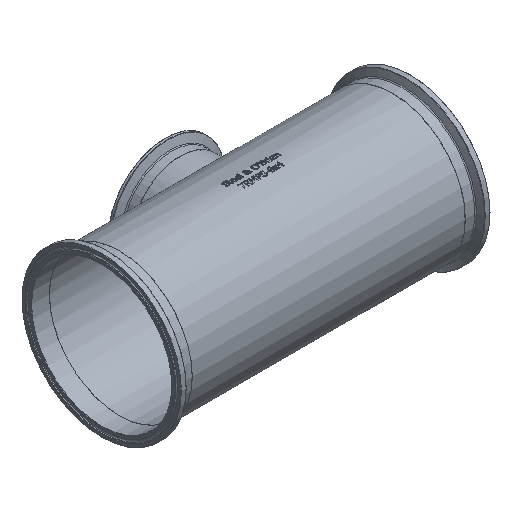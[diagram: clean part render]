
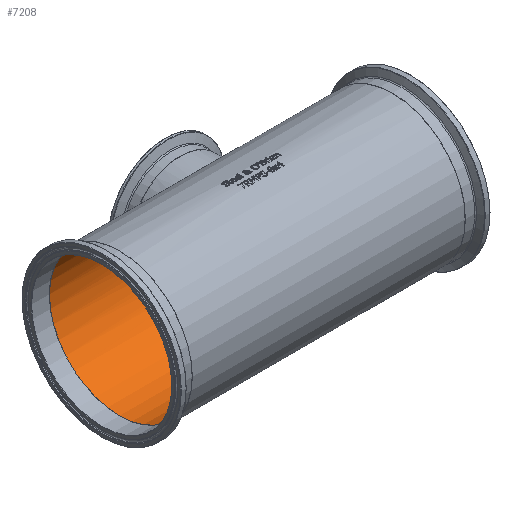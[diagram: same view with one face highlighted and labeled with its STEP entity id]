
A CAD part, isometric view. The second image highlights one B-rep face of the part: STEP entity #7208.
In plain terms, the highlighted cylindrical face has radius 73.431 mm (diameter 146.863 mm), a full revolution.
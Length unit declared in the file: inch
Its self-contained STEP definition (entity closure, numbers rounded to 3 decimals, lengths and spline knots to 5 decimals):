
#521=B_SPLINE_CURVE_WITH_KNOTS('',3,(#15518,#15519,#15520,#15521,#15522,
#15523,#15524,#15525,#15526,#15527,#15528,#15529,#15530,#15531,#15532,#15533,
#15534,#15535,#15536,#15537,#15538,#15539,#15540,#15541,#15542,#15543,#15544,
#15545,#15546,#15547,#15548,#15549,#15550,#15551,#15552,#15553,#15554,#15555,
#15556,#15557,#15558,#15559,#15560,#15561,#15562,#15563,#15564,#15565,#15566,
#15567,#15568,#15569,#15570,#15571,#15572,#15573,#15574,#15575,#15576,#15577,
#15578,#15579,#15580,#15581,#15582,#15583),.UNSPECIFIED.,.T.,.F.,(4,2,2,
2,2,2,2,2,2,2,2,2,2,2,2,2,2,2,2,2,2,2,2,2,2,2,2,2,2,2,2,2,4),(0.,0.95981,
1.91963,2.87944,3.83925,4.7888,5.73835,
6.6879,7.63744,8.58699,9.53654,10.48608,
11.43563,12.39544,13.35526,14.31507,15.27489,
16.2347,17.19451,18.15433,19.11414,20.06369,
21.01323,21.96278,22.91233,23.86187,24.81142,
25.76097,26.71052,27.67033,28.63014,29.58996,
30.54977),.UNSPECIFIED.);
#1587=CYLINDRICAL_SURFACE('',#7670,2.891);
#1841=FACE_BOUND('',#2750,.T.);
#1842=FACE_BOUND('',#2751,.T.);
#1843=FACE_BOUND('',#2752,.T.);
#2750=EDGE_LOOP('',(#6734));
#2751=EDGE_LOOP('',(#6735));
#2752=EDGE_LOOP('',(#6736));
#2952=CIRCLE('',#7671,2.891);
#2953=CIRCLE('',#7672,2.891);
#3661=VERTEX_POINT('',#15517);
#3662=VERTEX_POINT('',#15585);
#3663=VERTEX_POINT('',#15587);
#4695=EDGE_CURVE('',#3661,#3661,#521,.T.);
#4696=EDGE_CURVE('',#3662,#3662,#2952,.T.);
#4697=EDGE_CURVE('',#3663,#3663,#2953,.T.);
#6734=ORIENTED_EDGE('',*,*,#4695,.T.);
#6735=ORIENTED_EDGE('',*,*,#4696,.F.);
#6736=ORIENTED_EDGE('',*,*,#4697,.F.);
#7208=ADVANCED_FACE('',(#1841,#1842,#1843),#1587,.F.);
#7670=AXIS2_PLACEMENT_3D('',#15584,#9049,#9050);
#7671=AXIS2_PLACEMENT_3D('',#15586,#9051,#9052);
#7672=AXIS2_PLACEMENT_3D('',#15588,#9053,#9054);
#9049=DIRECTION('center_axis',(1.,0.,0.));
#9050=DIRECTION('ref_axis',(0.,0.,-1.));
#9051=DIRECTION('center_axis',(-1.,0.,0.));
#9052=DIRECTION('ref_axis',(0.,0.,-1.));
#9053=DIRECTION('center_axis',(1.,0.,0.));
#9054=DIRECTION('ref_axis',(0.,0.,-1.));
#15517=CARTESIAN_POINT('',(0.,2.16402,-1.917));
#15518=CARTESIAN_POINT('Ctrl Pts',(0.,2.16402,
-1.917));
#15519=CARTESIAN_POINT('Ctrl Pts',(-0.12596,2.16402,
-1.917));
#15520=CARTESIAN_POINT('Ctrl Pts',(-0.25393,2.17536,
-1.90442));
#15521=CARTESIAN_POINT('Ctrl Pts',(-0.50492,2.21871,
-1.85374));
#15522=CARTESIAN_POINT('Ctrl Pts',(-0.62797,2.25058,
-1.81567));
#15523=CARTESIAN_POINT('Ctrl Pts',(-0.8619,2.32672,-1.71701));
#15524=CARTESIAN_POINT('Ctrl Pts',(-0.97302,2.37093,
-1.65634));
#15525=CARTESIAN_POINT('Ctrl Pts',(-1.17814,2.46223,-1.51731));
#15526=CARTESIAN_POINT('Ctrl Pts',(-1.27214,2.50925,-1.43891));
#15527=CARTESIAN_POINT('Ctrl Pts',(-1.43802,2.59731,-1.27303));
#15528=CARTESIAN_POINT('Ctrl Pts',(-1.51625,2.64175,-1.17951));
#15529=CARTESIAN_POINT('Ctrl Pts',(-1.65559,2.72411,-0.97432));
#15530=CARTESIAN_POINT('Ctrl Pts',(-1.71669,2.76198,-0.86264));
#15531=CARTESIAN_POINT('Ctrl Pts',(-1.81591,2.82472,-0.62742));
#15532=CARTESIAN_POINT('Ctrl Pts',(-1.8541,2.84962,-0.50363));
#15533=CARTESIAN_POINT('Ctrl Pts',(-1.90465,2.88276,-0.25224));
#15534=CARTESIAN_POINT('Ctrl Pts',(-1.917,2.891,-0.12461));
#15535=CARTESIAN_POINT('Ctrl Pts',(-1.917,2.891,0.12461));
#15536=CARTESIAN_POINT('Ctrl Pts',(-1.90465,2.88276,0.25224));
#15537=CARTESIAN_POINT('Ctrl Pts',(-1.8541,2.84962,0.50363));
#15538=CARTESIAN_POINT('Ctrl Pts',(-1.81591,2.82472,0.62742));
#15539=CARTESIAN_POINT('Ctrl Pts',(-1.71669,2.76198,0.86264));
#15540=CARTESIAN_POINT('Ctrl Pts',(-1.65559,2.72411,0.97432));
#15541=CARTESIAN_POINT('Ctrl Pts',(-1.51625,2.64175,1.17951));
#15542=CARTESIAN_POINT('Ctrl Pts',(-1.43802,2.59731,1.27303));
#15543=CARTESIAN_POINT('Ctrl Pts',(-1.27214,2.50925,1.43891));
#15544=CARTESIAN_POINT('Ctrl Pts',(-1.17814,2.46223,1.51731));
#15545=CARTESIAN_POINT('Ctrl Pts',(-0.97302,2.37093,
1.65634));
#15546=CARTESIAN_POINT('Ctrl Pts',(-0.8619,2.32672,1.71701));
#15547=CARTESIAN_POINT('Ctrl Pts',(-0.62797,2.25058,
1.81567));
#15548=CARTESIAN_POINT('Ctrl Pts',(-0.50492,2.21871,
1.85374));
#15549=CARTESIAN_POINT('Ctrl Pts',(-0.25393,2.17536,
1.90442));
#15550=CARTESIAN_POINT('Ctrl Pts',(-0.12596,2.16402,
1.917));
#15551=CARTESIAN_POINT('Ctrl Pts',(0.12596,2.16402,1.917));
#15552=CARTESIAN_POINT('Ctrl Pts',(0.25393,2.17536,1.90442));
#15553=CARTESIAN_POINT('Ctrl Pts',(0.50492,2.21871,1.85374));
#15554=CARTESIAN_POINT('Ctrl Pts',(0.62797,2.25058,1.81567));
#15555=CARTESIAN_POINT('Ctrl Pts',(0.8619,2.32672,1.71701));
#15556=CARTESIAN_POINT('Ctrl Pts',(0.97302,2.37093,1.65634));
#15557=CARTESIAN_POINT('Ctrl Pts',(1.17814,2.46223,1.51731));
#15558=CARTESIAN_POINT('Ctrl Pts',(1.27214,2.50925,1.43891));
#15559=CARTESIAN_POINT('Ctrl Pts',(1.43802,2.59731,1.27303));
#15560=CARTESIAN_POINT('Ctrl Pts',(1.51625,2.64175,1.17951));
#15561=CARTESIAN_POINT('Ctrl Pts',(1.65559,2.72411,0.97432));
#15562=CARTESIAN_POINT('Ctrl Pts',(1.71669,2.76198,0.86264));
#15563=CARTESIAN_POINT('Ctrl Pts',(1.81591,2.82472,0.62742));
#15564=CARTESIAN_POINT('Ctrl Pts',(1.8541,2.84962,0.50363));
#15565=CARTESIAN_POINT('Ctrl Pts',(1.90465,2.88276,0.25224));
#15566=CARTESIAN_POINT('Ctrl Pts',(1.917,2.891,0.12461));
#15567=CARTESIAN_POINT('Ctrl Pts',(1.917,2.891,-0.12461));
#15568=CARTESIAN_POINT('Ctrl Pts',(1.90465,2.88276,-0.25224));
#15569=CARTESIAN_POINT('Ctrl Pts',(1.8541,2.84962,-0.50363));
#15570=CARTESIAN_POINT('Ctrl Pts',(1.81591,2.82472,-0.62742));
#15571=CARTESIAN_POINT('Ctrl Pts',(1.71669,2.76198,-0.86264));
#15572=CARTESIAN_POINT('Ctrl Pts',(1.65559,2.72411,-0.97432));
#15573=CARTESIAN_POINT('Ctrl Pts',(1.51625,2.64175,-1.17951));
#15574=CARTESIAN_POINT('Ctrl Pts',(1.43802,2.59731,-1.27303));
#15575=CARTESIAN_POINT('Ctrl Pts',(1.27214,2.50925,-1.43891));
#15576=CARTESIAN_POINT('Ctrl Pts',(1.17814,2.46223,-1.51731));
#15577=CARTESIAN_POINT('Ctrl Pts',(0.97302,2.37093,-1.65634));
#15578=CARTESIAN_POINT('Ctrl Pts',(0.8619,2.32672,-1.71701));
#15579=CARTESIAN_POINT('Ctrl Pts',(0.62797,2.25058,-1.81567));
#15580=CARTESIAN_POINT('Ctrl Pts',(0.50492,2.21871,-1.85374));
#15581=CARTESIAN_POINT('Ctrl Pts',(0.25393,2.17536,-1.90442));
#15582=CARTESIAN_POINT('Ctrl Pts',(0.12596,2.16402,-1.917));
#15583=CARTESIAN_POINT('Ctrl Pts',(0.,2.16402,
-1.917));
#15584=CARTESIAN_POINT('Origin',(-5.625,0.,0.));
#15585=CARTESIAN_POINT('',(5.625,0.,2.891));
#15586=CARTESIAN_POINT('Origin',(5.625,0.,0.));
#15587=CARTESIAN_POINT('',(-5.625,0.,2.891));
#15588=CARTESIAN_POINT('Origin',(-5.625,0.,0.));
